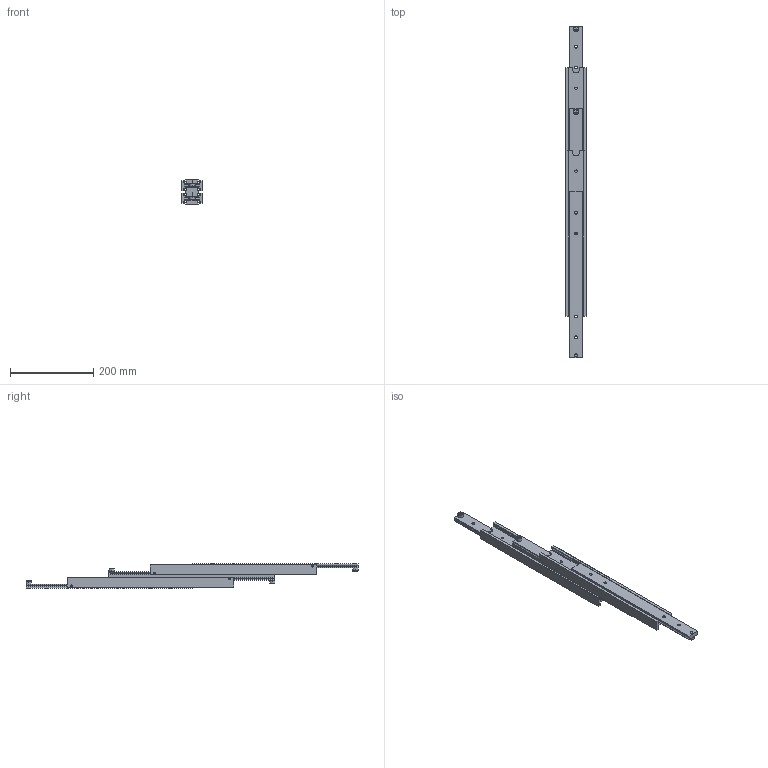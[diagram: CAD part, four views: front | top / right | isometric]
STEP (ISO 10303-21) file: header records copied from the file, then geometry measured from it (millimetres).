
FILE_DESCRIPTION((''),'2;1');
FILE_NAME('DDTS-50 400.stp','2021-04-15T14:04:40',(''),(''),'Mechanical Desktop 2006','Mechanical Desktop 2006',', , ');
FILE_SCHEMA(('CONFIG_CONTROL_DESIGN'));
Length unit declared in the file: millimetre
Products named in the file (4): DDTS-50 A; INNER BEAM; MITTLE BEAM; OUTER BEAM
Assembly tree (5 placements, depth 2):
  DDTS-50 A
    INNER BEAM  x2
    MITTLE BEAM
    OUTER BEAM  x2
Bounding box: 50 x 800 x 60 mm (x, y, z)
Volume: 862025.5 mm3; surface area: 270519 mm2
Topology: 5 solids, 36 shells, 570 faces, 1506 edges, 942 vertices
Faces by surface type: cylinder 186, cone 132, plane 132, torus 112, bspline 8
Entity records: 13240 total; most frequent: CARTESIAN_POINT 3055, DIRECTION 2313, ORIENTED_EDGE 2050, EDGE_CURVE 1025, AXIS2_PLACEMENT_3D 959, VERTEX_POINT 639, CIRCLE 554, EDGE_LOOP 416
